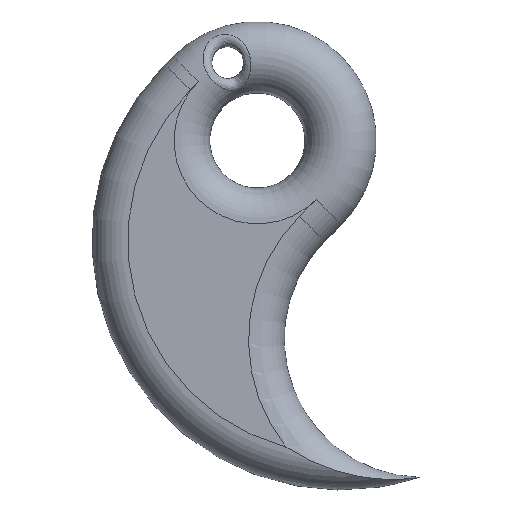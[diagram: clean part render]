
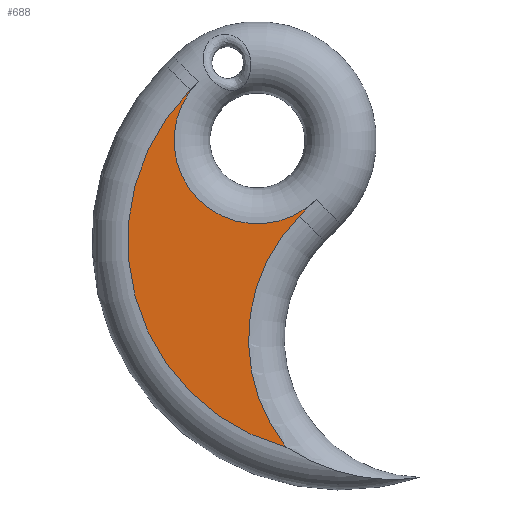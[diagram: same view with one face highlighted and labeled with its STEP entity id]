
A CAD part, left-side view. The second image highlights one B-rep face of the part: STEP entity #688.
In plain terms, the highlighted planar face has unit normal (-1, 0, 0).
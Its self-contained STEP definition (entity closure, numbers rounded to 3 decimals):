
#50=PLANE('',#773);
#76=FACE_OUTER_BOUND('',#123,.T.);
#123=EDGE_LOOP('',(#528,#529,#530,#531,#532,#533));
#165=LINE('',#1411,#200);
#166=LINE('',#1415,#201);
#200=VECTOR('',#919,15.);
#201=VECTOR('',#924,15.);
#233=CIRCLE('',#747,5.25);
#237=CIRCLE('',#751,5.25);
#244=CIRCLE('',#763,13.457);
#248=CIRCLE('',#770,10.959);
#293=VERTEX_POINT('',#1350);
#294=VERTEX_POINT('',#1352);
#297=VERTEX_POINT('',#1358);
#306=VERTEX_POINT('',#1387);
#307=VERTEX_POINT('',#1388);
#309=VERTEX_POINT('',#1413);
#362=EDGE_CURVE('',#293,#294,#233,.T.);
#366=EDGE_CURVE('',#297,#293,#237,.T.);
#380=EDGE_CURVE('',#306,#307,#244,.T.);
#385=EDGE_CURVE('',#307,#297,#165,.T.);
#387=EDGE_CURVE('',#294,#309,#166,.T.);
#388=EDGE_CURVE('',#309,#306,#248,.T.);
#528=ORIENTED_EDGE('',*,*,#387,.F.);
#529=ORIENTED_EDGE('',*,*,#362,.F.);
#530=ORIENTED_EDGE('',*,*,#366,.F.);
#531=ORIENTED_EDGE('',*,*,#385,.F.);
#532=ORIENTED_EDGE('',*,*,#380,.F.);
#533=ORIENTED_EDGE('',*,*,#388,.F.);
#688=ADVANCED_FACE('',(#76),#50,.F.);
#747=AXIS2_PLACEMENT_3D('',#1353,#871,#872);
#751=AXIS2_PLACEMENT_3D('',#1360,#879,#880);
#763=AXIS2_PLACEMENT_3D('',#1389,#910,#911);
#770=AXIS2_PLACEMENT_3D('',#1417,#927,#928);
#773=AXIS2_PLACEMENT_3D('',#1422,#935,#936);
#871=DIRECTION('center_axis',(-1.,0.,0.));
#872=DIRECTION('ref_axis',(0.,-0.707,-0.707));
#879=DIRECTION('center_axis',(-1.,0.,0.));
#880=DIRECTION('ref_axis',(0.,-0.707,-0.707));
#910=DIRECTION('center_axis',(1.,0.,0.));
#911=DIRECTION('ref_axis',(0.,0.851,-0.525));
#919=DIRECTION('',(0.,-0.707,0.707));
#924=DIRECTION('',(0.,0.707,-0.707));
#927=DIRECTION('center_axis',(-1.,0.,0.));
#928=DIRECTION('ref_axis',(0.,0.928,-0.373));
#935=DIRECTION('center_axis',(1.,0.,0.));
#936=DIRECTION('ref_axis',(0.,-0.707,-0.707));
#1350=CARTESIAN_POINT('',(-0.75,16.752,18.238));
#1352=CARTESIAN_POINT('',(-0.75,9.327,18.238));
#1353=CARTESIAN_POINT('Origin',(-0.75,13.039,21.95));
#1358=CARTESIAN_POINT('',(-0.75,16.752,25.663));
#1360=CARTESIAN_POINT('Origin',(-0.75,13.039,21.95));
#1387=CARTESIAN_POINT('',(-0.75,11.237,2.633));
#1388=CARTESIAN_POINT('',(-0.75,17.267,25.147));
#1389=CARTESIAN_POINT('Origin',(-0.75,7.751,15.631));
#1411=CARTESIAN_POINT('',(-0.75,18.589,23.825));
#1413=CARTESIAN_POINT('',(-0.75,10.388,17.177));
#1415=CARTESIAN_POINT('',(-0.75,10.907,16.658));
#1417=CARTESIAN_POINT('Origin',(-0.75,2.638,9.428));
#1422=CARTESIAN_POINT('Origin',(-0.75,10.986,13.578));
